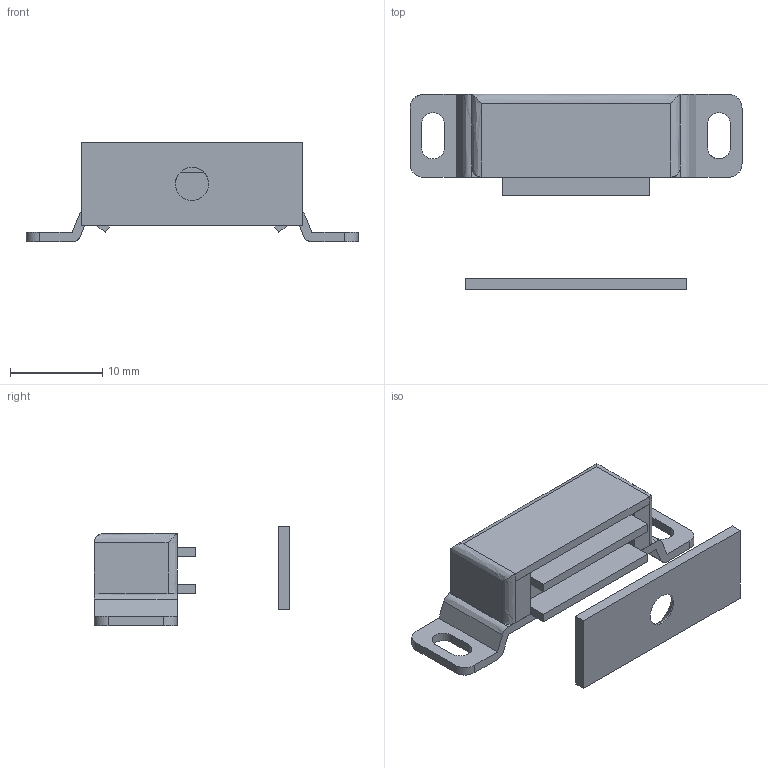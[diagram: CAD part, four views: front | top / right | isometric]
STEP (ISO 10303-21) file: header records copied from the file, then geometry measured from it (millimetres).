
FILE_DESCRIPTION((''),'2;1');
FILE_NAME('','2005-07-15T17:41:58',(''),(''),'','CADfix','');
FILE_SCHEMA(('AUTOMOTIVE_DESIGN'));
Length unit declared in the file: millimetre
Products named in the file (6): attachment; magnet; keeper; housing; base; TL_98S_22405_36
Assembly tree (6 placements, depth 2):
  TL_98S_22405_36
    attachment  x2
    magnet
    keeper
    housing
    base
Bounding box: 36 x 21.2 x 10.75 mm (x, y, z)
Volume: 1499.1 mm3; surface area: 3171.4 mm2
Topology: 6 solids, 6 shells, 113 faces, 293 edges, 188 vertices
Faces by surface type: bspline 113
Entity records: 3206 total; most frequent: CARTESIAN_POINT 1352, ORIENTED_EDGE 562, EDGE_CURVE 281, QUASI_UNIFORM_CURVE 237, VERTEX_POINT 180, EDGE_LOOP 113, FACE_OUTER_BOUND 107, ADVANCED_FACE 107
